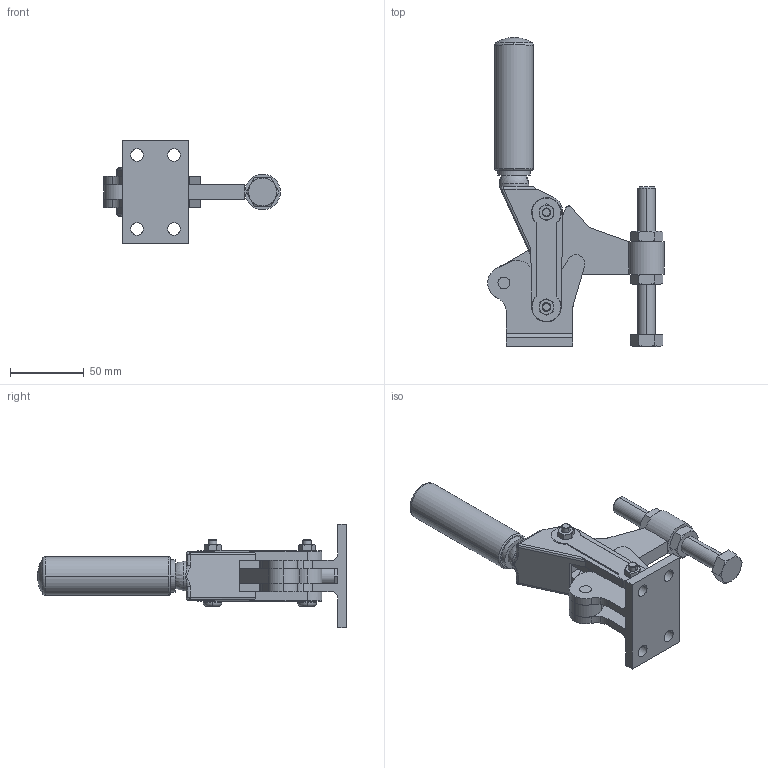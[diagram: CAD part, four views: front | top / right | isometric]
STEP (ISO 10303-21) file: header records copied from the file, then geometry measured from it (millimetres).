
FILE_DESCRIPTION((''),'2;1');
FILE_NAME('M19 SB-50.stp','2004-01-13T10:00:02',('Administrator'),(''),'Autodesk Inventor (R) 6.0','Autodesk Inventor (R) 6.0','');
FILE_SCHEMA(('AUTOMOTIVE_DESIGN { 1 0 10303 214 1 1 1 1 }'));
Length unit declared in the file: millimetre
Products named in the file (8): M19 SB-50; M19 SB-501; M19 SB-502; M19 SB-503; M19 SB-504; M19 SB-505; M19 SB-506; M19 SB-507
Assembly tree (7 placements, depth 2):
  M19 SB-50
    M19 SB-501
    M19 SB-502
    M19 SB-503
    M19 SB-504
    M19 SB-505
    M19 SB-506
    M19 SB-507
Bounding box: 119.6 x 209.19 x 70 mm (x, y, z)
Volume: 204734.4 mm3; surface area: 66758.7 mm2
Topology: 7 solids, 7 shells, 331 faces, 851 edges, 541 vertices
Faces by surface type: cylinder 132, plane 110, cone 40, bspline 23, torus 20, sphere 6
Entity records: 10907 total; most frequent: CARTESIAN_POINT 2675, DIRECTION 1768, ORIENTED_EDGE 1684, EDGE_CURVE 842, AXIS2_PLACEMENT_3D 708, VERTEX_POINT 539, CIRCLE 377, EDGE_LOOP 377
